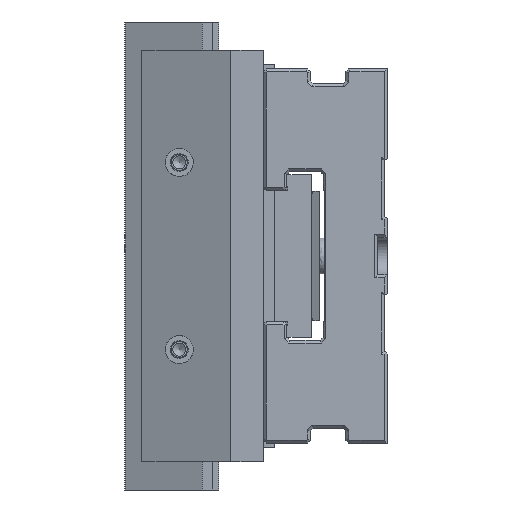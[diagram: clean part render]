
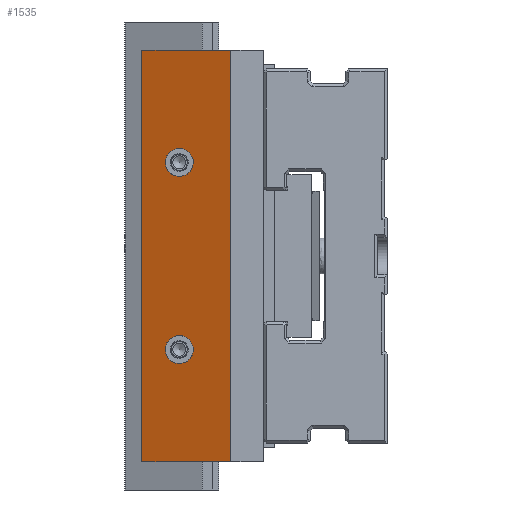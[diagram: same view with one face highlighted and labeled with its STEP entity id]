
A CAD part, left-side view. The second image highlights one B-rep face of the part: STEP entity #1535.
In plain terms, the highlighted planar face has unit normal (-0.924, 0.383, 0).
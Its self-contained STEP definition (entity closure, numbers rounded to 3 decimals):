
#173=ELLIPSE('',#11966,8.118,7.5);
#174=ELLIPSE('',#11967,8.118,7.5);
#681=FACE_BOUND('',#3242,.T.);
#682=FACE_BOUND('',#3243,.T.);
#683=FACE_BOUND('',#3244,.T.);
#1535=ADVANCED_FACE('',(#681,#682,#683),#2042,.T.);
#2042=PLANE('',#11968);
#3242=EDGE_LOOP('',(#5851));
#3243=EDGE_LOOP('',(#5852));
#3244=EDGE_LOOP('',(#5853,#5854,#5855,#5856));
#5851=ORIENTED_EDGE('',*,*,#8646,.F.);
#5852=ORIENTED_EDGE('',*,*,#8647,.F.);
#5853=ORIENTED_EDGE('',*,*,#8594,.F.);
#5854=ORIENTED_EDGE('',*,*,#8622,.F.);
#5855=ORIENTED_EDGE('',*,*,#8627,.F.);
#5856=ORIENTED_EDGE('',*,*,#8596,.F.);
#7197=VERTEX_POINT('',#17977);
#7198=VERTEX_POINT('',#17979);
#7199=VERTEX_POINT('',#17983);
#7222=VERTEX_POINT('',#18032);
#7235=VERTEX_POINT('',#18079);
#7236=VERTEX_POINT('',#18081);
#8594=EDGE_CURVE('',#7197,#7198,#9821,.T.);
#8596=EDGE_CURVE('',#7198,#7199,#9823,.T.);
#8622=EDGE_CURVE('',#7222,#7197,#9848,.T.);
#8627=EDGE_CURVE('',#7199,#7222,#9850,.T.);
#8646=EDGE_CURVE('',#7235,#7235,#173,.T.);
#8647=EDGE_CURVE('',#7236,#7236,#174,.T.);
#9821=LINE('',#17978,#10986);
#9823=LINE('',#17982,#10988);
#9848=LINE('',#18033,#11013);
#9850=LINE('',#18042,#11015);
#10986=VECTOR('',#14520,1.);
#10988=VECTOR('',#14524,1.);
#11013=VECTOR('',#14553,1.);
#11015=VECTOR('',#14563,1.);
#11966=AXIS2_PLACEMENT_3D('',#18078,#14606,#14607);
#11967=AXIS2_PLACEMENT_3D('',#18080,#14608,#14609);
#11968=AXIS2_PLACEMENT_3D('',#18082,#14610,#14611);
#14520=DIRECTION('',(0.,0.,-1.));
#14524=DIRECTION('',(0.383,0.924,0.));
#14553=DIRECTION('',(-0.383,-0.924,0.));
#14563=DIRECTION('',(0.,0.,1.));
#14606=DIRECTION('',(-0.924,0.383,0.));
#14607=DIRECTION('',(0.383,0.924,0.));
#14608=DIRECTION('',(-0.924,0.383,0.));
#14609=DIRECTION('',(0.383,0.924,0.));
#14610=DIRECTION('',(-0.924,0.383,0.));
#14611=DIRECTION('',(-0.383,-0.924,0.));
#17977=CARTESIAN_POINT('',(0.,83.5,210.));
#17978=CARTESIAN_POINT('',(0.,83.5,100.));
#17979=CARTESIAN_POINT('',(0.,83.5,-10.));
#17982=CARTESIAN_POINT('',(0.476,84.649,-10.));
#17983=CARTESIAN_POINT('',(19.675,131.,-10.));
#18032=CARTESIAN_POINT('',(19.675,131.,210.));
#18033=CARTESIAN_POINT('',(0.476,84.649,210.));
#18042=CARTESIAN_POINT('',(19.675,131.,-10.));
#18078=CARTESIAN_POINT('',(11.391,111.,50.));
#18079=CARTESIAN_POINT('',(14.497,118.5,50.));
#18080=CARTESIAN_POINT('',(11.391,111.,150.));
#18081=CARTESIAN_POINT('',(14.497,118.5,150.));
#18082=CARTESIAN_POINT('',(0.,83.5,-42.5));
